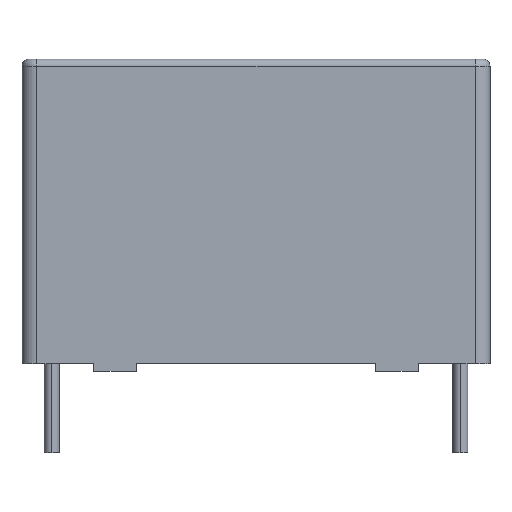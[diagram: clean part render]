
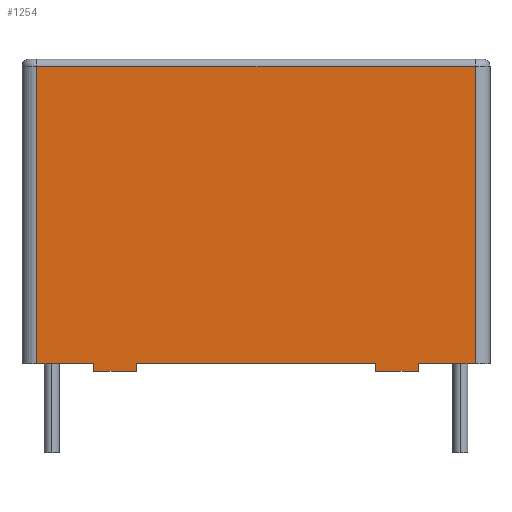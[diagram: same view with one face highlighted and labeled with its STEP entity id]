
A CAD part, top view. The second image highlights one B-rep face of the part: STEP entity #1254.
In plain terms, the highlighted planar face has unit normal (0, 0, 1).
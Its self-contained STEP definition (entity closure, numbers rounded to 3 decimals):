
#11 = ORIENTED_EDGE ( 'NONE', *, *, #281, .F. ) ;
#20 = LINE ( 'NONE', #631, #710 ) ;
#24 = DIRECTION ( 'NONE',  ( 1., 0., 0. ) ) ;
#36 = PLANE ( 'NONE',  #811 ) ;
#37 = VERTEX_POINT ( 'NONE', #865 ) ;
#51 = CARTESIAN_POINT ( 'NONE',  ( -10.92, 0.5, 5.5 ) ) ;
#72 = ORIENTED_EDGE ( 'NONE', *, *, #321, .T. ) ;
#90 = VECTOR ( 'NONE', #481, 1000. ) ;
#91 = CARTESIAN_POINT ( 'NONE',  ( 14.75, 21., 5.5 ) ) ;
#95 = CARTESIAN_POINT ( 'NONE',  ( 0., 0.5, 5.5 ) ) ;
#133 = CARTESIAN_POINT ( 'NONE',  ( 10.92, 0.5, 5.5 ) ) ;
#142 = DIRECTION ( 'NONE',  ( 0., -1., 0. ) ) ;
#150 = EDGE_CURVE ( 'NONE', #1302, #1122, #924, .T. ) ;
#155 = VECTOR ( 'NONE', #1068, 1000. ) ;
#189 = CARTESIAN_POINT ( 'NONE',  ( -8.051, 0., 5.5 ) ) ;
#208 = VECTOR ( 'NONE', #427, 1000. ) ;
#216 = CARTESIAN_POINT ( 'NONE',  ( 14.75, 20.5, 5.5 ) ) ;
#239 = CARTESIAN_POINT ( 'NONE',  ( 8.051, 0.5, 5.5 ) ) ;
#247 = ORIENTED_EDGE ( 'NONE', *, *, #786, .F. ) ;
#248 = VECTOR ( 'NONE', #1244, 1000. ) ;
#250 = CARTESIAN_POINT ( 'NONE',  ( -14.75, 21., 5.5 ) ) ;
#263 = LINE ( 'NONE', #95, #629 ) ;
#272 = CARTESIAN_POINT ( 'NONE',  ( 8.051, 0.5, 5.5 ) ) ;
#279 = DIRECTION ( 'NONE',  ( 0., -1., 0. ) ) ;
#281 = EDGE_CURVE ( 'NONE', #1302, #388, #830, .T. ) ;
#309 = VECTOR ( 'NONE', #142, 1000. ) ;
#320 = CARTESIAN_POINT ( 'NONE',  ( -15.75, 0., 5.5 ) ) ;
#321 = EDGE_CURVE ( 'NONE', #37, #388, #838, .T. ) ;
#327 = ORIENTED_EDGE ( 'NONE', *, *, #776, .T. ) ;
#328 = CARTESIAN_POINT ( 'NONE',  ( 10.92, 0.5, 5.5 ) ) ;
#329 = LINE ( 'NONE', #320, #912 ) ;
#335 = CARTESIAN_POINT ( 'NONE',  ( 0., 0.5, 5.5 ) ) ;
#345 = VECTOR ( 'NONE', #990, 1000. ) ;
#350 = VECTOR ( 'NONE', #1069, 1000. ) ;
#352 = CARTESIAN_POINT ( 'NONE',  ( -8.051, 0.5, 5.5 ) ) ;
#358 = ORIENTED_EDGE ( 'NONE', *, *, #1192, .T. ) ;
#388 = VERTEX_POINT ( 'NONE', #463 ) ;
#396 = ORIENTED_EDGE ( 'NONE', *, *, #839, .T. ) ;
#407 = VERTEX_POINT ( 'NONE', #754 ) ;
#411 = LINE ( 'NONE', #239, #155 ) ;
#414 = CARTESIAN_POINT ( 'NONE',  ( -15.75, 21., 5.5 ) ) ;
#419 = EDGE_CURVE ( 'NONE', #732, #37, #842, .T. ) ;
#427 = DIRECTION ( 'NONE',  ( -1., 0., 0. ) ) ;
#459 = LINE ( 'NONE', #557, #743 ) ;
#463 = CARTESIAN_POINT ( 'NONE',  ( -14.75, 0.5, 5.5 ) ) ;
#480 = VERTEX_POINT ( 'NONE', #556 ) ;
#481 = DIRECTION ( 'NONE',  ( 0., 1., 0. ) ) ;
#525 = VECTOR ( 'NONE', #279, 1000. ) ;
#539 = VERTEX_POINT ( 'NONE', #189 ) ;
#556 = CARTESIAN_POINT ( 'NONE',  ( 8.051, 0., 5.5 ) ) ;
#557 = CARTESIAN_POINT ( 'NONE',  ( -8.051, 0.5, 5.5 ) ) ;
#599 = CARTESIAN_POINT ( 'NONE',  ( 14.75, 0.5, 5.5 ) ) ;
#606 = ORIENTED_EDGE ( 'NONE', *, *, #655, .F. ) ;
#629 = VECTOR ( 'NONE', #1291, 1000. ) ;
#631 = CARTESIAN_POINT ( 'NONE',  ( -15.75, 0., 5.5 ) ) ;
#643 = VERTEX_POINT ( 'NONE', #599 ) ;
#655 = EDGE_CURVE ( 'NONE', #1143, #1304, #263, .T. ) ;
#710 = VECTOR ( 'NONE', #1249, 1000. ) ;
#728 = FACE_OUTER_BOUND ( 'NONE', #1225, .T. ) ;
#732 = VERTEX_POINT ( 'NONE', #216 ) ;
#743 = VECTOR ( 'NONE', #755, 1000. ) ;
#754 = CARTESIAN_POINT ( 'NONE',  ( 10.92, 0., 5.5 ) ) ;
#755 = DIRECTION ( 'NONE',  ( 0., -1., 0. ) ) ;
#776 = EDGE_CURVE ( 'NONE', #1122, #539, #20, .T. ) ;
#781 = ORIENTED_EDGE ( 'NONE', *, *, #419, .T. ) ;
#786 = EDGE_CURVE ( 'NONE', #880, #407, #917, .T. ) ;
#798 = CARTESIAN_POINT ( 'NONE',  ( -10.92, 0., 5.5 ) ) ;
#799 = LINE ( 'NONE', #91, #90 ) ;
#811 = AXIS2_PLACEMENT_3D ( 'NONE', #414, #1153, #1232 ) ;
#822 = CARTESIAN_POINT ( 'NONE',  ( -10.92, 0.5, 5.5 ) ) ;
#830 = LINE ( 'NONE', #335, #208 ) ;
#838 = LINE ( 'NONE', #250, #309 ) ;
#839 = EDGE_CURVE ( 'NONE', #1143, #480, #411, .T. ) ;
#842 = LINE ( 'NONE', #953, #350 ) ;
#865 = CARTESIAN_POINT ( 'NONE',  ( -14.75, 20.5, 5.5 ) ) ;
#880 = VERTEX_POINT ( 'NONE', #133 ) ;
#912 = VECTOR ( 'NONE', #24, 1000. ) ;
#917 = LINE ( 'NONE', #328, #248 ) ;
#924 = LINE ( 'NONE', #822, #525 ) ;
#934 = ORIENTED_EDGE ( 'NONE', *, *, #1027, .T. ) ;
#953 = CARTESIAN_POINT ( 'NONE',  ( -15.75, 20.5, 5.5 ) ) ;
#983 = LINE ( 'NONE', #1088, #345 ) ;
#990 = DIRECTION ( 'NONE',  ( -1., 0., 0. ) ) ;
#1015 = ORIENTED_EDGE ( 'NONE', *, *, #150, .T. ) ;
#1027 = EDGE_CURVE ( 'NONE', #643, #732, #799, .T. ) ;
#1043 = ORIENTED_EDGE ( 'NONE', *, *, #1296, .F. ) ;
#1068 = DIRECTION ( 'NONE',  ( 0., -1., 0. ) ) ;
#1069 = DIRECTION ( 'NONE',  ( -1., 0., 0. ) ) ;
#1088 = CARTESIAN_POINT ( 'NONE',  ( 0., 0.5, 5.5 ) ) ;
#1122 = VERTEX_POINT ( 'NONE', #798 ) ;
#1136 = EDGE_CURVE ( 'NONE', #643, #880, #983, .T. ) ;
#1143 = VERTEX_POINT ( 'NONE', #272 ) ;
#1153 = DIRECTION ( 'NONE',  ( 0., 0., -1. ) ) ;
#1192 = EDGE_CURVE ( 'NONE', #480, #407, #329, .T. ) ;
#1216 = ORIENTED_EDGE ( 'NONE', *, *, #1136, .F. ) ;
#1225 = EDGE_LOOP ( 'NONE', ( #358, #247, #1216, #934, #781, #72, #11, #1015, #327, #1043, #606, #396 ) ) ;
#1232 = DIRECTION ( 'NONE',  ( -1., 0., 0. ) ) ;
#1244 = DIRECTION ( 'NONE',  ( 0., -1., 0. ) ) ;
#1249 = DIRECTION ( 'NONE',  ( 1., 0., 0. ) ) ;
#1254 = ADVANCED_FACE ( 'NONE', ( #728 ), #36, .F. ) ;
#1291 = DIRECTION ( 'NONE',  ( -1., 0., 0. ) ) ;
#1296 = EDGE_CURVE ( 'NONE', #1304, #539, #459, .T. ) ;
#1302 = VERTEX_POINT ( 'NONE', #51 ) ;
#1304 = VERTEX_POINT ( 'NONE', #352 ) ;
